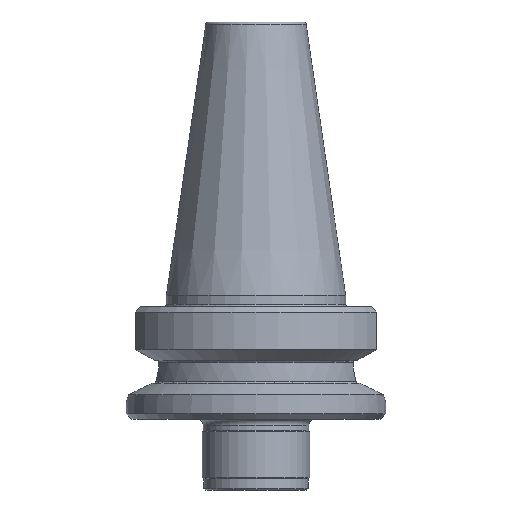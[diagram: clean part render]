
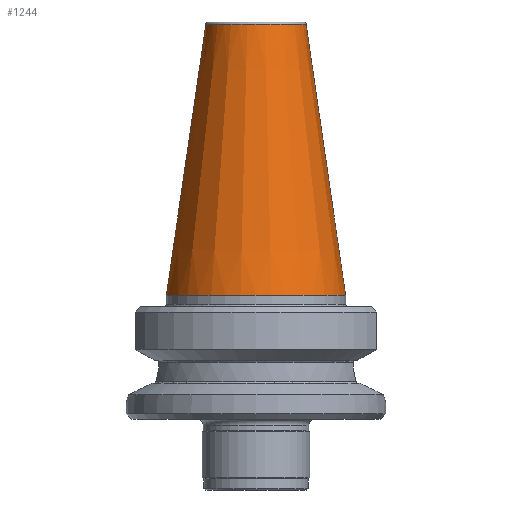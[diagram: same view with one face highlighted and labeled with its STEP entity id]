
A CAD part, front view. The second image highlights one B-rep face of the part: STEP entity #1244.
In plain terms, the highlighted conical face has half-angle 8.297 degrees and reference radius 15.875 mm.
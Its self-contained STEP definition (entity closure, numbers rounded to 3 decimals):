
#786=EDGE_CURVE('NONE',#2280,#1158,#2307,.T.);
#1042=VERTEX_POINT('NONE',#2585);
#1158=VERTEX_POINT('NONE',#2711);
#1244=ADVANCED_FACE('NONE',(#2804),#2805,.T.);
#1518=EDGE_CURVE('NONE',#1042,#1684,#3105,.T.);
#1572=EDGE_CURVE('NONE',#2280,#1042,#3173,.T.);
#1684=VERTEX_POINT('NONE',#3294);
#1828=EDGE_CURVE('NONE',#1158,#1684,#3459,.T.);
#2280=VERTEX_POINT('NONE',#3965);
#2307=LINE('',#3987,#3988);
#2585=CARTESIAN_POINT('',(8.879,0.,47.972));
#2711=CARTESIAN_POINT('',(-15.875,0.,0.0));
#2804=FACE_OUTER_BOUND('',#4766,.T.);
#2805=CONICAL_SURFACE('',#4767,15.875,0.145);
#3105=LINE('',#5233,#5234);
#3173=CIRCLE('',#5315,8.879);
#3294=CARTESIAN_POINT('',(15.875,0.0,0.0));
#3459=CIRCLE('',#5788,15.875);
#3965=CARTESIAN_POINT('',(-8.879,0.0,47.972));
#3987=CARTESIAN_POINT('',(-15.875,0.,0.0));
#3988=VECTOR('',#6558,1000.0);
#4766=EDGE_LOOP('',(#7088,#7089,#7090,#7091));
#4767=AXIS2_PLACEMENT_3D('',#7092,#7093,#7094);
#5233=CARTESIAN_POINT('',(15.875,0.0,0.0));
#5234=VECTOR('',#7427,1000.0);
#5315=AXIS2_PLACEMENT_3D('',#7564,#7565,#7566);
#5788=AXIS2_PLACEMENT_3D('',#7918,#7919,#7920);
#6558=DIRECTION('',(-0.144,0.,-0.99));
#7088=ORIENTED_EDGE('',*,*,#1572,.F.);
#7089=ORIENTED_EDGE('',*,*,#786,.T.);
#7090=ORIENTED_EDGE('',*,*,#1828,.T.);
#7091=ORIENTED_EDGE('',*,*,#1518,.F.);
#7092=CARTESIAN_POINT('',(0.0,0.0,0.0));
#7093=DIRECTION('',(-0.0,-0.0,-1.0));
#7094=DIRECTION('',(1.0,0.0,0.0));
#7427=DIRECTION('',(0.144,0.0,-0.99));
#7564=CARTESIAN_POINT('',(0.0,0.0,47.972));
#7565=DIRECTION('',(0.0,0.0,1.0));
#7566=DIRECTION('',(-1.0,0.0,0.0));
#7918=CARTESIAN_POINT('',(0.0,0.0,0.0));
#7919=DIRECTION('',(0.0,0.0,1.0));
#7920=DIRECTION('',(-1.0,0.0,0.0));
